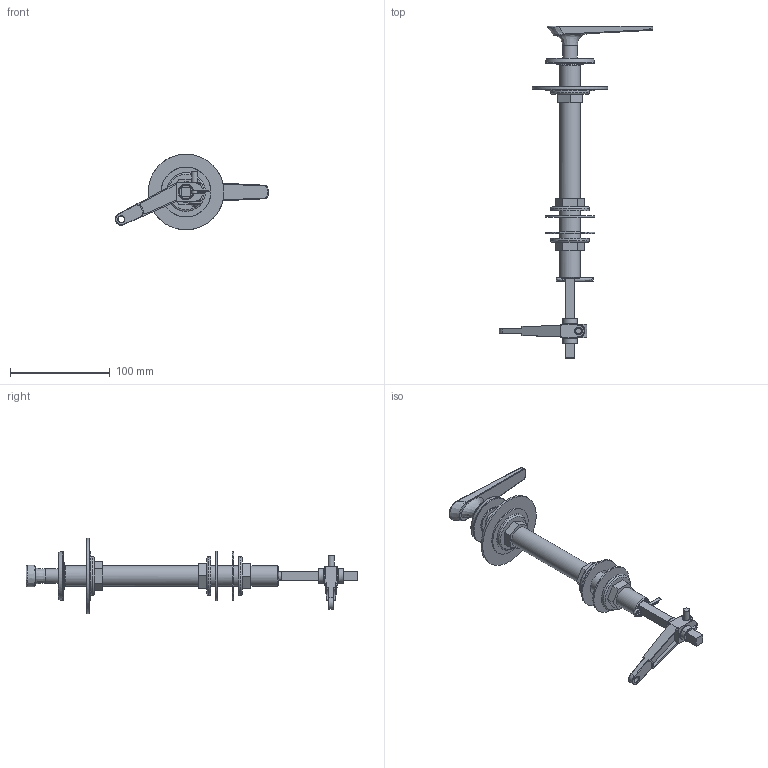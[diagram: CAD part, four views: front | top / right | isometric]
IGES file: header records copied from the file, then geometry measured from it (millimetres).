
Global section: file name: T2077EXT-COL; native system: Autodesk Inventor 2020; preprocessor: unknown; author: rclarke; date: 20221128.120844; units: millimetre
Bounding box: 154 x 333.55 x 75.99 mm (x, y, z)
Volume: 131852.6 mm3; surface area: 90355.6 mm2
Topology: 15 solids, 15 shells, 273 faces, 693 edges, 460 vertices
Faces by surface type: bspline 273
